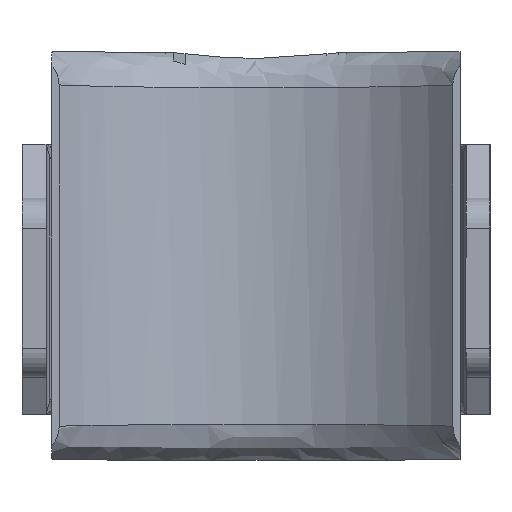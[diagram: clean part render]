
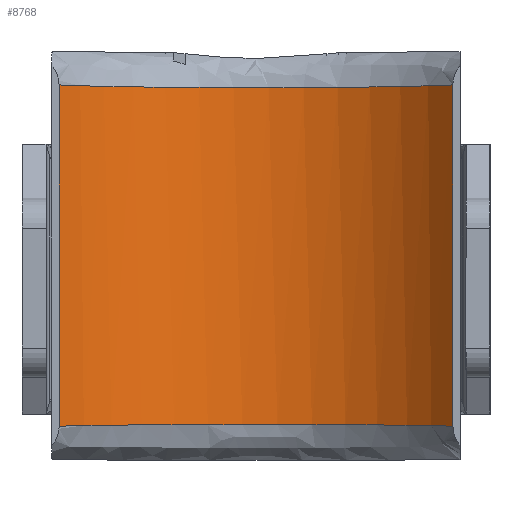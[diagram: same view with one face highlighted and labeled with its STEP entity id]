
A CAD part, front view. The second image highlights one B-rep face of the part: STEP entity #8768.
In plain terms, the highlighted cylindrical face has radius 21.7 mm (diameter 43.4 mm), a partial arc.
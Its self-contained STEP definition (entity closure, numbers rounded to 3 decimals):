
#677 = AXIS2_PLACEMENT_3D ( 'NONE', #9269, #6822, #10354 ) ;
#819 = VECTOR ( 'NONE', #5978, 1000. ) ;
#863 = CARTESIAN_POINT ( 'NONE',  ( -14.219, -5.289, 14.151 ) ) ;
#932 = CARTESIAN_POINT ( 'NONE',  ( 1.554, 0.001, 14.042 ) ) ;
#1009 = CARTESIAN_POINT ( 'NONE',  ( 16.409, -7.5, 14.218 ) ) ;
#1635 = CARTESIAN_POINT ( 'NONE',  ( -5.365, -0.66, -14.052 ) ) ;
#1752 = VECTOR ( 'NONE', #14102, 1000. ) ;
#2004 = ORIENTED_EDGE ( 'NONE', *, *, #14165, .T. ) ;
#2125 = CARTESIAN_POINT ( 'NONE',  ( 11.738, -3.432, 14.105 ) ) ;
#2198 = CARTESIAN_POINT ( 'NONE',  ( -1.571, -0.001, 14.042 ) ) ;
#2459 = FACE_OUTER_BOUND ( 'NONE', #9316, .T. ) ;
#2676 = CARTESIAN_POINT ( 'NONE',  ( 4.999, -0.58, -14.051 ) ) ;
#2749 = CARTESIAN_POINT ( 'NONE',  ( -13.617, -4.787, -14.138 ) ) ;
#2817 = CARTESIAN_POINT ( 'NONE',  ( 10.403, -2.64, -14.088 ) ) ;
#2852 = ORIENTED_EDGE ( 'NONE', *, *, #7859, .T. ) ;
#3223 = CARTESIAN_POINT ( 'NONE',  ( -7.22, -1.233, 14.061 ) ) ;
#3295 = CARTESIAN_POINT ( 'NONE',  ( 8.318, -1.643, 14.068 ) ) ;
#3640 = CARTESIAN_POINT ( 'NONE',  ( 9.719, -2.283, -14.081 ) ) ;
#3776 = CARTESIAN_POINT ( 'NONE',  ( -1.571, -0.001, -14.042 ) ) ;
#3927 = CARTESIAN_POINT ( 'NONE',  ( -8.311, -1.651, -14.069 ) ) ;
#4120 = CARTESIAN_POINT ( 'NONE',  ( -8.311, -1.651, 14.069 ) ) ;
#4188 = CARTESIAN_POINT ( 'NONE',  ( 4.999, -0.58, 14.051 ) ) ;
#4610 = CYLINDRICAL_SURFACE ( 'NONE', #677, 21.7 ) ;
#4760 = CARTESIAN_POINT ( 'NONE',  ( 16.409, -7.5, -14.218 ) ) ;
#4845 = B_SPLINE_CURVE_WITH_KNOTS ( 'NONE', 3,
 ( #1009, #14468, #12243, #5525, #2125, #5299, #14318, #3295, #6699, #7810, #12313, #8860, #4188, #10029, #932, #2198, #11198, #9735, #14242, #3223, #13206, #4120, #10971, #6627, #8927, #7519, #863, #5371, #8636, #10893 ),
 .UNSPECIFIED., .F., .F.,
 ( 4, 2, 2, 2, 2, 2, 2, 2, 2, 2, 2, 2, 2, 2, 4 ),
 ( 0., 0.005, 0.007, 0.009, 0.012, 0.013, 0.014, 0.019, 0.023, 0.026, 0.027, 0.028, 0.033, 0.035, 0.037 ),
 .UNSPECIFIED. ) ;
#4888 = CARTESIAN_POINT ( 'NONE',  ( 8.318, -1.643, -14.068 ) ) ;
#4964 = CARTESIAN_POINT ( 'NONE',  ( -10.424, -2.605, -14.087 ) ) ;
#5299 = CARTESIAN_POINT ( 'NONE',  ( 10.403, -2.64, 14.088 ) ) ;
#5371 = CARTESIAN_POINT ( 'NONE',  ( -15.357, -6.349, 14.181 ) ) ;
#5438 = LINE ( 'NONE', #8848, #1752 ) ;
#5525 = CARTESIAN_POINT ( 'NONE',  ( 12.39, -3.868, 14.115 ) ) ;
#5922 = CARTESIAN_POINT ( 'NONE',  ( -3.105, -0.168, -14.044 ) ) ;
#5978 = DIRECTION ( 'NONE',  ( 0., 0., -1. ) ) ;
#6149 = CARTESIAN_POINT ( 'NONE',  ( 6.129, -0.88, -14.055 ) ) ;
#6627 = CARTESIAN_POINT ( 'NONE',  ( -10.424, -2.605, 14.087 ) ) ;
#6699 = CARTESIAN_POINT ( 'NONE',  ( 7.601, -1.36, 14.063 ) ) ;
#6729 = CARTESIAN_POINT ( 'NONE',  ( -16.409, -7.5, 14.218 ) ) ;
#6822 = DIRECTION ( 'NONE',  ( 0., 0., -1. ) ) ;
#7188 = CARTESIAN_POINT ( 'NONE',  ( 14.253, -5.264, -14.15 ) ) ;
#7262 = CARTESIAN_POINT ( 'NONE',  ( 3.096, -0.166, -14.044 ) ) ;
#7333 = CARTESIAN_POINT ( 'NONE',  ( 11.738, -3.432, -14.105 ) ) ;
#7406 = VERTEX_POINT ( 'NONE', #4760 ) ;
#7519 = CARTESIAN_POINT ( 'NONE',  ( -13.617, -4.787, 14.138 ) ) ;
#7810 = CARTESIAN_POINT ( 'NONE',  ( 6.5, -0.993, 14.057 ) ) ;
#7859 = EDGE_CURVE ( 'NONE', #9418, #7406, #8781, .T. ) ;
#8156 = CARTESIAN_POINT ( 'NONE',  ( 16.409, -7.5, -14.218 ) ) ;
#8355 = CARTESIAN_POINT ( 'NONE',  ( -16.409, -7.5, -14.218 ) ) ;
#8369 = CARTESIAN_POINT ( 'NONE',  ( 12.39, -3.868, -14.115 ) ) ;
#8445 = CARTESIAN_POINT ( 'NONE',  ( -7.588, -1.366, -14.064 ) ) ;
#8636 = CARTESIAN_POINT ( 'NONE',  ( -15.898, -6.909, 14.198 ) ) ;
#8768 = ADVANCED_FACE ( 'NONE', ( #2459 ), #4610, .F. ) ;
#8781 = B_SPLINE_CURVE_WITH_KNOTS ( 'NONE', 3,
 ( #11686, #9265, #12653, #9403, #2749, #11607, #4964, #11761, #3927, #8445, #9334, #14056, #1635, #5922, #3776, #12802, #7262, #2676, #13768, #6149, #12725, #9554, #4888, #3640, #2817, #7333, #8369, #7188, #12878, #8156 ),
 .UNSPECIFIED., .F., .F.,
 ( 4, 2, 2, 2, 2, 2, 2, 2, 2, 2, 2, 2, 2, 2, 4 ),
 ( 0., 0.002, 0.005, 0.009, 0.011, 0.012, 0.014, 0.019, 0.023, 0.025, 0.026, 0.028, 0.03, 0.033, 0.037 ),
 .UNSPECIFIED. ) ;
#8848 = CARTESIAN_POINT ( 'NONE',  ( -16.409, -7.5, 17. ) ) ;
#8860 = CARTESIAN_POINT ( 'NONE',  ( 5.379, -0.674, 14.052 ) ) ;
#8927 = CARTESIAN_POINT ( 'NONE',  ( -11.75, -3.39, 14.103 ) ) ;
#9265 = CARTESIAN_POINT ( 'NONE',  ( -15.898, -6.909, -14.198 ) ) ;
#9269 = CARTESIAN_POINT ( 'NONE',  ( 0., -21.7, 17. ) ) ;
#9316 = EDGE_LOOP ( 'NONE', ( #12636, #2852, #14315, #2004 ) ) ;
#9334 = CARTESIAN_POINT ( 'NONE',  ( -7.22, -1.233, -14.061 ) ) ;
#9403 = CARTESIAN_POINT ( 'NONE',  ( -14.219, -5.289, -14.151 ) ) ;
#9418 = VERTEX_POINT ( 'NONE', #8355 ) ;
#9554 = CARTESIAN_POINT ( 'NONE',  ( 7.601, -1.36, -14.063 ) ) ;
#9735 = CARTESIAN_POINT ( 'NONE',  ( -5.365, -0.66, 14.052 ) ) ;
#9986 = LINE ( 'NONE', #14496, #819 ) ;
#10029 = CARTESIAN_POINT ( 'NONE',  ( 3.096, -0.166, 14.044 ) ) ;
#10354 = DIRECTION ( 'NONE',  ( -1., 0., 0. ) ) ;
#10553 = VERTEX_POINT ( 'NONE', #6729 ) ;
#10829 = EDGE_CURVE ( 'NONE', #10553, #9418, #5438, .T. ) ;
#10893 = CARTESIAN_POINT ( 'NONE',  ( -16.409, -7.5, 14.218 ) ) ;
#10971 = CARTESIAN_POINT ( 'NONE',  ( -8.667, -1.802, 14.071 ) ) ;
#11198 = CARTESIAN_POINT ( 'NONE',  ( -3.105, -0.168, 14.044 ) ) ;
#11420 = VERTEX_POINT ( 'NONE', #14584 ) ;
#11607 = CARTESIAN_POINT ( 'NONE',  ( -11.75, -3.39, -14.103 ) ) ;
#11686 = CARTESIAN_POINT ( 'NONE',  ( -16.409, -7.5, -14.218 ) ) ;
#11761 = CARTESIAN_POINT ( 'NONE',  ( -8.667, -1.802, -14.071 ) ) ;
#12040 = EDGE_CURVE ( 'NONE', #11420, #7406, #9986, .T. ) ;
#12243 = CARTESIAN_POINT ( 'NONE',  ( 14.253, -5.264, 14.15 ) ) ;
#12313 = CARTESIAN_POINT ( 'NONE',  ( 6.129, -0.88, 14.055 ) ) ;
#12636 = ORIENTED_EDGE ( 'NONE', *, *, #10829, .T. ) ;
#12653 = CARTESIAN_POINT ( 'NONE',  ( -15.357, -6.349, -14.181 ) ) ;
#12725 = CARTESIAN_POINT ( 'NONE',  ( 6.5, -0.993, -14.057 ) ) ;
#12802 = CARTESIAN_POINT ( 'NONE',  ( 1.554, 0.001, -14.042 ) ) ;
#12878 = CARTESIAN_POINT ( 'NONE',  ( 15.387, -6.319, -14.179 ) ) ;
#13206 = CARTESIAN_POINT ( 'NONE',  ( -7.588, -1.366, 14.064 ) ) ;
#13768 = CARTESIAN_POINT ( 'NONE',  ( 5.379, -0.674, -14.052 ) ) ;
#14056 = CARTESIAN_POINT ( 'NONE',  ( -6.111, -0.864, -14.055 ) ) ;
#14102 = DIRECTION ( 'NONE',  ( 0., 0., -1. ) ) ;
#14165 = EDGE_CURVE ( 'NONE', #11420, #10553, #4845, .T. ) ;
#14242 = CARTESIAN_POINT ( 'NONE',  ( -6.111, -0.864, 14.055 ) ) ;
#14315 = ORIENTED_EDGE ( 'NONE', *, *, #12040, .F. ) ;
#14318 = CARTESIAN_POINT ( 'NONE',  ( 9.719, -2.283, 14.081 ) ) ;
#14468 = CARTESIAN_POINT ( 'NONE',  ( 15.387, -6.319, 14.179 ) ) ;
#14496 = CARTESIAN_POINT ( 'NONE',  ( 16.409, -7.5, 17. ) ) ;
#14584 = CARTESIAN_POINT ( 'NONE',  ( 16.409, -7.5, 14.218 ) ) ;
